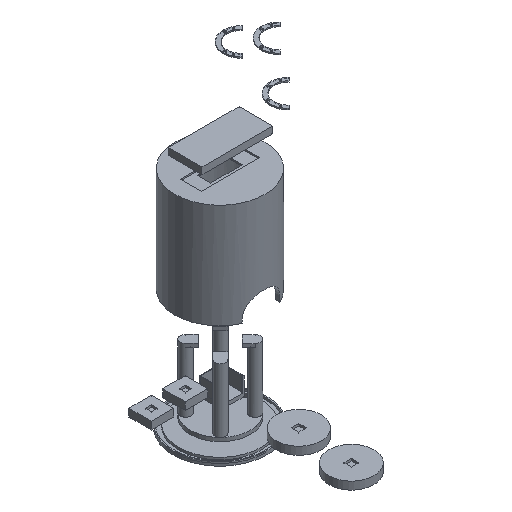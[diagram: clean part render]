
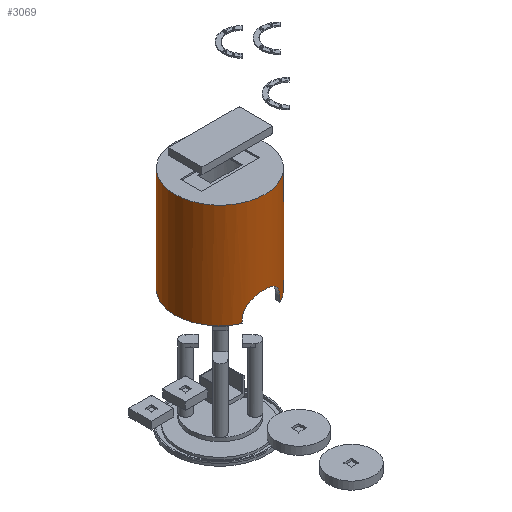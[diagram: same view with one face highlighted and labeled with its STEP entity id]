
A CAD part, isometric view. The second image highlights one B-rep face of the part: STEP entity #3069.
In plain terms, the highlighted cylindrical face has radius 60 mm (diameter 120 mm), a full revolution.
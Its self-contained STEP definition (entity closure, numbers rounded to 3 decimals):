
#14=B_SPLINE_CURVE_WITH_KNOTS('',3,(#4732,#4733,#4734,#4735,#4736,#4737,
#4738,#4739,#4740,#4741,#4742,#4743,#4744,#4745,#4746,#4747,#4748,#4749,
#4750,#4751,#4752,#4753,#4754,#4755,#4756,#4757,#4758,#4759,#4760,#4761,
#4762,#4763,#4764,#4765,#4766,#4767,#4768,#4769,#4770),.UNSPECIFIED.,.F.,
 .F.,(4,3,2,2,2,2,2,2,2,2,2,2,2,2,2,2,2,2,4),(-0.463,0.,0.478,
0.955,1.433,1.91,2.387,2.864,
3.341,3.818,4.295,4.772,5.249,
5.726,6.203,6.681,7.158,7.636,
8.099),.UNSPECIFIED.);
#21=CIRCLE('',#3269,60.);
#22=CIRCLE('',#3270,60.);
#24=CIRCLE('',#3281,60.);
#96=CYLINDRICAL_SURFACE('',#3286,60.);
#280=FACE_OUTER_BOUND('',#474,.T.);
#474=EDGE_LOOP('',(#2397,#2398,#2399,#2400,#2401,#2402));
#792=LINE('',#4825,#1135);
#1135=VECTOR('',#3847,60.);
#1400=VERTEX_POINT('',#4681);
#1401=VERTEX_POINT('',#4683);
#1402=VERTEX_POINT('',#4685);
#1419=VERTEX_POINT('',#4813);
#1738=EDGE_CURVE('',#1400,#1401,#21,.T.);
#1739=EDGE_CURVE('',#1401,#1402,#22,.T.);
#1744=EDGE_CURVE('',#1400,#1402,#14,.F.);
#1765=EDGE_CURVE('',#1419,#1419,#24,.T.);
#1770=EDGE_CURVE('',#1401,#1419,#792,.T.);
#2397=ORIENTED_EDGE('',*,*,#1738,.F.);
#2398=ORIENTED_EDGE('',*,*,#1744,.T.);
#2399=ORIENTED_EDGE('',*,*,#1739,.F.);
#2400=ORIENTED_EDGE('',*,*,#1770,.T.);
#2401=ORIENTED_EDGE('',*,*,#1765,.F.);
#2402=ORIENTED_EDGE('',*,*,#1770,.F.);
#3069=ADVANCED_FACE('',(#280),#96,.T.);
#3269=AXIS2_PLACEMENT_3D('',#4684,#3785,#3786);
#3270=AXIS2_PLACEMENT_3D('',#4686,#3787,#3788);
#3281=AXIS2_PLACEMENT_3D('',#4814,#3831,#3832);
#3286=AXIS2_PLACEMENT_3D('',#4824,#3845,#3846);
#3785=DIRECTION('center_axis',(0.,0.,-1.));
#3786=DIRECTION('ref_axis',(1.,0.,0.));
#3787=DIRECTION('center_axis',(0.,0.,-1.));
#3788=DIRECTION('ref_axis',(1.,0.,0.));
#3831=DIRECTION('center_axis',(0.,0.,1.));
#3832=DIRECTION('ref_axis',(1.,0.,0.));
#3845=DIRECTION('center_axis',(0.,0.,-1.));
#3846=DIRECTION('ref_axis',(1.,0.,0.));
#3847=DIRECTION('',(0.,0.,1.));
#4681=CARTESIAN_POINT('',(450.447,-704.746,23.));
#4683=CARTESIAN_POINT('',(415.,-650.,23.));
#4684=CARTESIAN_POINT('Origin',(475.,-650.,23.));
#4685=CARTESIAN_POINT('',(499.553,-704.746,23.));
#4686=CARTESIAN_POINT('Origin',(475.,-650.,23.));
#4732=CARTESIAN_POINT('Ctrl Pts',(499.553,-704.746,23.));
#4733=CARTESIAN_POINT('Ctrl Pts',(499.855,-704.611,24.576));
#4734=CARTESIAN_POINT('Ctrl Pts',(500.,-704.544,26.164));
#4735=CARTESIAN_POINT('Ctrl Pts',(500.,-704.544,27.709));
#4736=CARTESIAN_POINT('Ctrl Pts',(500.,-704.544,29.301));
#4737=CARTESIAN_POINT('Ctrl Pts',(499.846,-704.615,30.939));
#4738=CARTESIAN_POINT('Ctrl Pts',(499.203,-704.903,34.186));
#4739=CARTESIAN_POINT('Ctrl Pts',(498.715,-705.119,35.793));
#4740=CARTESIAN_POINT('Ctrl Pts',(497.434,-705.652,38.866));
#4741=CARTESIAN_POINT('Ctrl Pts',(496.64,-705.97,40.334));
#4742=CARTESIAN_POINT('Ctrl Pts',(494.812,-706.643,43.044));
#4743=CARTESIAN_POINT('Ctrl Pts',(493.777,-706.998,44.287));
#4744=CARTESIAN_POINT('Ctrl Pts',(491.579,-707.675,46.485));
#4745=CARTESIAN_POINT('Ctrl Pts',(490.337,-708.023,47.519));
#4746=CARTESIAN_POINT('Ctrl Pts',(487.627,-708.673,49.348));
#4747=CARTESIAN_POINT('Ctrl Pts',(486.158,-708.974,50.143));
#4748=CARTESIAN_POINT('Ctrl Pts',(483.083,-709.473,51.425));
#4749=CARTESIAN_POINT('Ctrl Pts',(481.475,-709.672,51.912));
#4750=CARTESIAN_POINT('Ctrl Pts',(478.228,-709.935,52.555));
#4751=CARTESIAN_POINT('Ctrl Pts',(476.59,-710.,52.709));
#4752=CARTESIAN_POINT('Ctrl Pts',(473.41,-710.,52.709));
#4753=CARTESIAN_POINT('Ctrl Pts',(471.772,-709.935,52.555));
#4754=CARTESIAN_POINT('Ctrl Pts',(468.525,-709.672,51.912));
#4755=CARTESIAN_POINT('Ctrl Pts',(466.917,-709.473,51.425));
#4756=CARTESIAN_POINT('Ctrl Pts',(463.842,-708.974,50.143));
#4757=CARTESIAN_POINT('Ctrl Pts',(462.373,-708.673,49.348));
#4758=CARTESIAN_POINT('Ctrl Pts',(459.663,-708.023,47.519));
#4759=CARTESIAN_POINT('Ctrl Pts',(458.421,-707.675,46.485));
#4760=CARTESIAN_POINT('Ctrl Pts',(456.223,-706.998,44.287));
#4761=CARTESIAN_POINT('Ctrl Pts',(455.188,-706.643,43.044));
#4762=CARTESIAN_POINT('Ctrl Pts',(453.36,-705.97,40.334));
#4763=CARTESIAN_POINT('Ctrl Pts',(452.566,-705.652,38.866));
#4764=CARTESIAN_POINT('Ctrl Pts',(451.285,-705.119,35.793));
#4765=CARTESIAN_POINT('Ctrl Pts',(450.797,-704.903,34.186));
#4766=CARTESIAN_POINT('Ctrl Pts',(450.154,-704.615,30.939));
#4767=CARTESIAN_POINT('Ctrl Pts',(450.,-704.544,29.301));
#4768=CARTESIAN_POINT('Ctrl Pts',(450.,-704.544,26.164));
#4769=CARTESIAN_POINT('Ctrl Pts',(450.145,-704.611,24.576));
#4770=CARTESIAN_POINT('Ctrl Pts',(450.447,-704.746,23.));
#4813=CARTESIAN_POINT('',(415.,-650.,162.));
#4814=CARTESIAN_POINT('Origin',(475.,-650.,162.));
#4824=CARTESIAN_POINT('Origin',(475.,-650.,160.));
#4825=CARTESIAN_POINT('',(415.,-650.,160.));
